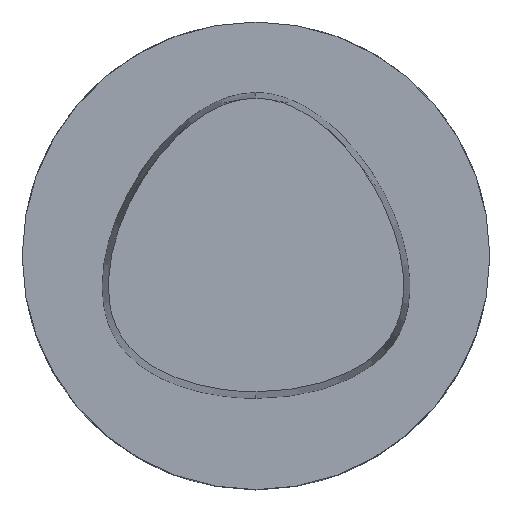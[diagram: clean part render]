
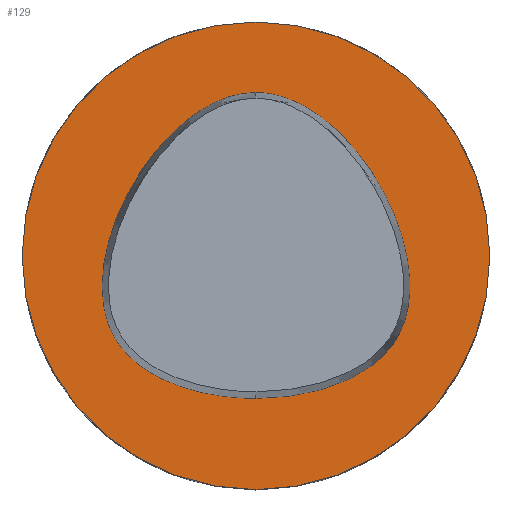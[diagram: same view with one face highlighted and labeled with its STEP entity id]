
A CAD part, top view. The second image highlights one B-rep face of the part: STEP entity #129.
In plain terms, the highlighted planar face has unit normal (0, 0, 1).
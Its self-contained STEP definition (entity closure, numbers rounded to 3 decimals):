
#57=FACE_BOUND('',#187,.T.);
#58=FACE_BOUND('',#188,.T.);
#79=CIRCLE('',#406,31.5);
#129=ADVANCED_FACE('',(#57,#58),#152,.T.);
#152=PLANE('',#407);
#187=EDGE_LOOP('',(#232));
#188=EDGE_LOOP('',(#233,#234));
#232=ORIENTED_EDGE('',*,*,#335,.T.);
#233=ORIENTED_EDGE('',*,*,#333,.F.);
#234=ORIENTED_EDGE('',*,*,#334,.F.);
#302=VERTEX_POINT('',#594);
#303=VERTEX_POINT('',#596);
#304=VERTEX_POINT('',#742);
#333=EDGE_CURVE('',#303,#302,#370,.T.);
#334=EDGE_CURVE('',#302,#303,#371,.T.);
#335=EDGE_CURVE('',#304,#304,#79,.T.);
#370=B_SPLINE_CURVE_WITH_KNOTS('',3,(#597,#598,#599,#600,#601,#602),
 .UNSPECIFIED.,.F.,.F.,(4,1,1,4),(0.,0.333,0.667,1.),
 .UNSPECIFIED.);
#371=B_SPLINE_CURVE_WITH_KNOTS('',3,(#667,#668,#669,#670,#671,#672),
 .UNSPECIFIED.,.F.,.F.,(4,1,1,4),(0.,0.333,0.667,1.),
 .UNSPECIFIED.);
#406=AXIS2_PLACEMENT_3D('',#741,#457,#458);
#407=AXIS2_PLACEMENT_3D('',#743,#459,#460);
#457=DIRECTION('',(0.,0.,1.));
#458=DIRECTION('',(-1.,0.,0.));
#459=DIRECTION('',(0.,0.,1.));
#460=DIRECTION('',(1.,0.,0.));
#594=CARTESIAN_POINT('',(0.,-19.2,0.));
#596=CARTESIAN_POINT('',(0.,22.,0.));
#597=CARTESIAN_POINT('',(0.,22.,0.));
#598=CARTESIAN_POINT('',(-6.328,22.,0.));
#599=CARTESIAN_POINT('',(-18.983,10.96,0.));
#600=CARTESIAN_POINT('',(-23.833,-13.76,0.));
#601=CARTESIAN_POINT('',(-7.944,-19.2,0.));
#602=CARTESIAN_POINT('',(0.,-19.2,0.));
#667=CARTESIAN_POINT('',(0.,-19.2,0.));
#668=CARTESIAN_POINT('',(7.944,-19.2,0.));
#669=CARTESIAN_POINT('',(23.833,-13.76,0.));
#670=CARTESIAN_POINT('',(18.983,10.96,0.));
#671=CARTESIAN_POINT('',(6.328,22.,0.));
#672=CARTESIAN_POINT('',(0.,22.,0.));
#741=CARTESIAN_POINT('',(0.,0.,0.));
#742=CARTESIAN_POINT('',(-31.5,0.,0.));
#743=CARTESIAN_POINT('',(0.,0.,0.));
